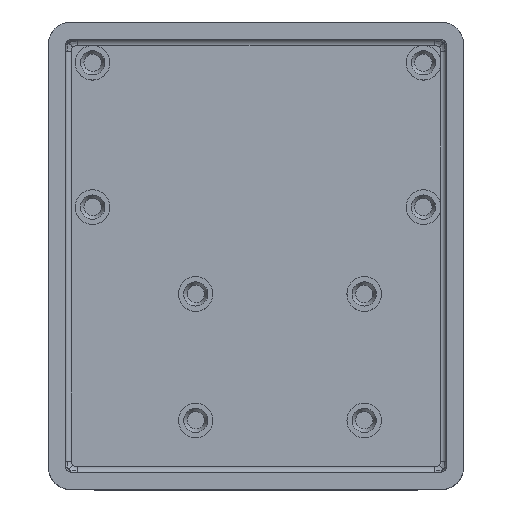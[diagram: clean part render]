
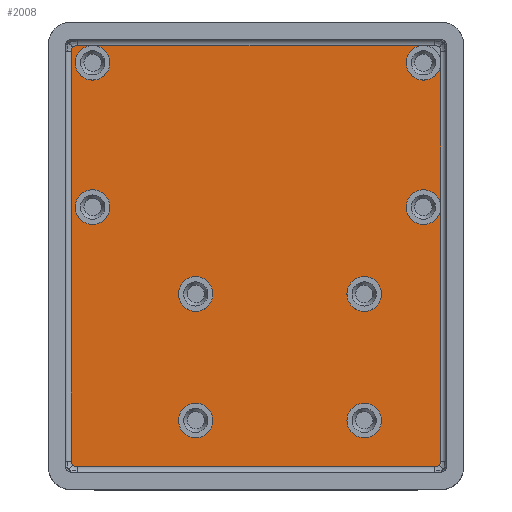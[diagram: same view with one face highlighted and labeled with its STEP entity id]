
A CAD part, top view. The second image highlights one B-rep face of the part: STEP entity #2008.
In plain terms, the highlighted planar face has unit normal (0, 0, 1).
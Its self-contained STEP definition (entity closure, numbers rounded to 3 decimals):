
#23=FACE_BOUND('',#519,.T.);
#24=FACE_BOUND('',#520,.T.);
#25=FACE_BOUND('',#521,.T.);
#26=FACE_BOUND('',#522,.T.);
#27=FACE_BOUND('',#523,.T.);
#50=PLANE('',#2231);
#136=LINE('',#5035,#228);
#137=LINE('',#5036,#229);
#141=LINE('',#5084,#233);
#143=LINE('',#5087,#235);
#145=LINE('',#5091,#237);
#146=LINE('',#5093,#238);
#228=VECTOR('',#2636,10.);
#229=VECTOR('',#2637,10.);
#233=VECTOR('',#2651,10.);
#235=VECTOR('',#2655,10.);
#237=VECTOR('',#2659,10.);
#238=VECTOR('',#2660,10.);
#382=FACE_OUTER_BOUND('',#518,.T.);
#518=EDGE_LOOP('',(#1592,#1593,#1594,#1595,#1596,#1597,#1598,#1599,#1600,
#1601,#1602,#1603,#1604,#1605,#1606,#1607,#1608,#1609));
#519=EDGE_LOOP('',(#1610));
#520=EDGE_LOOP('',(#1611));
#521=EDGE_LOOP('',(#1612));
#522=EDGE_LOOP('',(#1613));
#523=EDGE_LOOP('',(#1614));
#627=CIRCLE('',#2113,1.);
#630=CIRCLE('',#2116,1.);
#641=CIRCLE('',#2127,1.);
#644=CIRCLE('',#2130,1.);
#655=CIRCLE('',#2141,1.);
#703=CIRCLE('',#2214,1.);
#712=CIRCLE('',#2232,3.);
#713=CIRCLE('',#2233,3.);
#714=CIRCLE('',#2234,3.);
#715=CIRCLE('',#2235,3.);
#716=CIRCLE('',#2236,3.);
#717=CIRCLE('',#2237,3.);
#718=CIRCLE('',#2238,3.);
#719=CIRCLE('',#2239,3.);
#720=CIRCLE('',#2240,3.);
#721=CIRCLE('',#2241,3.);
#722=CIRCLE('',#2242,3.);
#845=VERTEX_POINT('',#3884);
#846=VERTEX_POINT('',#3891);
#848=VERTEX_POINT('',#3937);
#861=VERTEX_POINT('',#4214);
#862=VERTEX_POINT('',#4221);
#864=VERTEX_POINT('',#4267);
#877=VERTEX_POINT('',#4544);
#878=VERTEX_POINT('',#4551);
#926=VERTEX_POINT('',#4977);
#932=VERTEX_POINT('',#5032);
#933=VERTEX_POINT('',#5034);
#937=VERTEX_POINT('',#5090);
#938=VERTEX_POINT('',#5092);
#939=VERTEX_POINT('',#5099);
#940=VERTEX_POINT('',#5102);
#941=VERTEX_POINT('',#5105);
#942=VERTEX_POINT('',#5108);
#943=VERTEX_POINT('',#5110);
#944=VERTEX_POINT('',#5112);
#945=VERTEX_POINT('',#5114);
#946=VERTEX_POINT('',#5116);
#1049=EDGE_CURVE('',#845,#846,#627,.T.);
#1053=EDGE_CURVE('',#848,#845,#630,.T.);
#1071=EDGE_CURVE('',#861,#862,#641,.T.);
#1075=EDGE_CURVE('',#864,#861,#644,.T.);
#1093=EDGE_CURVE('',#877,#878,#655,.T.);
#1165=EDGE_CURVE('',#926,#877,#703,.T.);
#1175=EDGE_CURVE('',#932,#933,#136,.T.);
#1176=EDGE_CURVE('',#933,#864,#137,.T.);
#1183=EDGE_CURVE('',#862,#848,#141,.T.);
#1185=EDGE_CURVE('',#846,#926,#143,.T.);
#1187=EDGE_CURVE('',#878,#937,#145,.T.);
#1188=EDGE_CURVE('',#937,#938,#146,.T.);
#1192=EDGE_CURVE('',#937,#939,#712,.T.);
#1193=EDGE_CURVE('',#939,#937,#713,.T.);
#1194=EDGE_CURVE('',#933,#940,#714,.T.);
#1195=EDGE_CURVE('',#940,#933,#715,.T.);
#1196=EDGE_CURVE('',#932,#941,#716,.T.);
#1197=EDGE_CURVE('',#941,#938,#717,.T.);
#1198=EDGE_CURVE('',#942,#942,#718,.T.);
#1199=EDGE_CURVE('',#943,#943,#719,.T.);
#1200=EDGE_CURVE('',#944,#944,#720,.T.);
#1201=EDGE_CURVE('',#945,#945,#721,.T.);
#1202=EDGE_CURVE('',#946,#946,#722,.T.);
#1592=ORIENTED_EDGE('',*,*,#1188,.F.);
#1593=ORIENTED_EDGE('',*,*,#1192,.T.);
#1594=ORIENTED_EDGE('',*,*,#1193,.T.);
#1595=ORIENTED_EDGE('',*,*,#1187,.F.);
#1596=ORIENTED_EDGE('',*,*,#1093,.F.);
#1597=ORIENTED_EDGE('',*,*,#1165,.F.);
#1598=ORIENTED_EDGE('',*,*,#1185,.F.);
#1599=ORIENTED_EDGE('',*,*,#1049,.F.);
#1600=ORIENTED_EDGE('',*,*,#1053,.F.);
#1601=ORIENTED_EDGE('',*,*,#1183,.F.);
#1602=ORIENTED_EDGE('',*,*,#1071,.F.);
#1603=ORIENTED_EDGE('',*,*,#1075,.F.);
#1604=ORIENTED_EDGE('',*,*,#1176,.F.);
#1605=ORIENTED_EDGE('',*,*,#1194,.T.);
#1606=ORIENTED_EDGE('',*,*,#1195,.T.);
#1607=ORIENTED_EDGE('',*,*,#1175,.F.);
#1608=ORIENTED_EDGE('',*,*,#1196,.T.);
#1609=ORIENTED_EDGE('',*,*,#1197,.T.);
#1610=ORIENTED_EDGE('',*,*,#1198,.T.);
#1611=ORIENTED_EDGE('',*,*,#1199,.T.);
#1612=ORIENTED_EDGE('',*,*,#1200,.T.);
#1613=ORIENTED_EDGE('',*,*,#1201,.T.);
#1614=ORIENTED_EDGE('',*,*,#1202,.T.);
#2008=ADVANCED_FACE('',(#382,#23,#24,#25,#26,#27),#50,.F.);
#2113=AXIS2_PLACEMENT_3D('',#3892,#2395,#2396);
#2116=AXIS2_PLACEMENT_3D('',#3939,#2401,#2402);
#2127=AXIS2_PLACEMENT_3D('',#4222,#2423,#2424);
#2130=AXIS2_PLACEMENT_3D('',#4269,#2429,#2430);
#2141=AXIS2_PLACEMENT_3D('',#4552,#2451,#2452);
#2214=AXIS2_PLACEMENT_3D('',#4979,#2615,#2616);
#2231=AXIS2_PLACEMENT_3D('',#5098,#2667,#2668);
#2232=AXIS2_PLACEMENT_3D('',#5100,#2669,#2670);
#2233=AXIS2_PLACEMENT_3D('',#5101,#2671,#2672);
#2234=AXIS2_PLACEMENT_3D('',#5103,#2673,#2674);
#2235=AXIS2_PLACEMENT_3D('',#5104,#2675,#2676);
#2236=AXIS2_PLACEMENT_3D('',#5106,#2677,#2678);
#2237=AXIS2_PLACEMENT_3D('',#5107,#2679,#2680);
#2238=AXIS2_PLACEMENT_3D('',#5109,#2681,#2682);
#2239=AXIS2_PLACEMENT_3D('',#5111,#2683,#2684);
#2240=AXIS2_PLACEMENT_3D('',#5113,#2685,#2686);
#2241=AXIS2_PLACEMENT_3D('',#5115,#2687,#2688);
#2242=AXIS2_PLACEMENT_3D('',#5117,#2689,#2690);
#2395=DIRECTION('center_axis',(0.,0.,-1.));
#2396=DIRECTION('ref_axis',(-0.707,-0.707,0.));
#2401=DIRECTION('center_axis',(0.,0.,-1.));
#2402=DIRECTION('ref_axis',(-0.707,-0.707,0.));
#2423=DIRECTION('center_axis',(0.,0.,-1.));
#2424=DIRECTION('ref_axis',(0.707,-0.707,0.));
#2429=DIRECTION('center_axis',(0.,0.,-1.));
#2430=DIRECTION('ref_axis',(0.707,-0.707,0.));
#2451=DIRECTION('center_axis',(0.,0.,-1.));
#2452=DIRECTION('ref_axis',(-0.707,0.707,0.));
#2615=DIRECTION('center_axis',(0.,0.,-1.));
#2616=DIRECTION('ref_axis',(-0.707,0.707,0.));
#2636=DIRECTION('',(0.,-1.,0.));
#2637=DIRECTION('',(0.,-1.,0.));
#2651=DIRECTION('',(-1.,0.,0.));
#2655=DIRECTION('',(0.,1.,0.));
#2659=DIRECTION('',(1.,0.,0.));
#2660=DIRECTION('',(1.,0.,0.));
#2667=DIRECTION('center_axis',(0.,0.,-1.));
#2668=DIRECTION('ref_axis',(1.,0.,0.));
#2669=DIRECTION('center_axis',(0.,0.,-1.));
#2670=DIRECTION('ref_axis',(1.,0.,0.));
#2671=DIRECTION('center_axis',(0.,0.,-1.));
#2672=DIRECTION('ref_axis',(1.,0.,0.));
#2673=DIRECTION('center_axis',(0.,0.,-1.));
#2674=DIRECTION('ref_axis',(1.,0.,0.));
#2675=DIRECTION('center_axis',(0.,0.,-1.));
#2676=DIRECTION('ref_axis',(1.,0.,0.));
#2677=DIRECTION('center_axis',(0.,0.,-1.));
#2678=DIRECTION('ref_axis',(1.,0.,0.));
#2679=DIRECTION('center_axis',(0.,0.,-1.));
#2680=DIRECTION('ref_axis',(1.,0.,0.));
#2681=DIRECTION('center_axis',(0.,0.,-1.));
#2682=DIRECTION('ref_axis',(-1.,0.,0.));
#2683=DIRECTION('center_axis',(0.,0.,-1.));
#2684=DIRECTION('ref_axis',(-1.,0.,0.));
#2685=DIRECTION('center_axis',(0.,0.,-1.));
#2686=DIRECTION('ref_axis',(1.,0.,0.));
#2687=DIRECTION('center_axis',(0.,0.,-1.));
#2688=DIRECTION('ref_axis',(-1.,0.,0.));
#2689=DIRECTION('center_axis',(0.,0.,-1.));
#2690=DIRECTION('ref_axis',(-1.,0.,0.));
#3884=CARTESIAN_POINT('',(-2.657,-3.707,-43.4));
#3891=CARTESIAN_POINT('',(-2.95,-3.,-43.4));
#3892=CARTESIAN_POINT('Origin',(-1.95,-3.,-43.4));
#3937=CARTESIAN_POINT('',(-1.95,-4.,-43.4));
#3939=CARTESIAN_POINT('Origin',(-1.95,-3.,-43.4));
#4214=CARTESIAN_POINT('',(60.757,-3.707,-43.4));
#4221=CARTESIAN_POINT('',(60.05,-4.,-43.4));
#4222=CARTESIAN_POINT('Origin',(60.05,-3.,-43.4));
#4267=CARTESIAN_POINT('',(61.05,-3.,-43.4));
#4269=CARTESIAN_POINT('Origin',(60.05,-3.,-43.4));
#4544=CARTESIAN_POINT('',(-2.657,68.707,-43.4));
#4551=CARTESIAN_POINT('',(-1.95,69.,-43.4));
#4552=CARTESIAN_POINT('Origin',(-1.95,68.,-43.4));
#4977=CARTESIAN_POINT('',(-2.95,68.,-43.4));
#4979=CARTESIAN_POINT('Origin',(-1.95,68.,-43.4));
#5032=CARTESIAN_POINT('',(61.05,66.,-43.4));
#5034=CARTESIAN_POINT('',(61.05,41.,-43.4));
#5035=CARTESIAN_POINT('',(61.05,13.75,-43.4));
#5036=CARTESIAN_POINT('',(61.05,13.75,-43.4));
#5084=CARTESIAN_POINT('',(12.55,-4.,-43.4));
#5087=CARTESIAN_POINT('',(-2.95,51.25,-43.4));
#5090=CARTESIAN_POINT('',(0.75,69.,-43.4));
#5091=CARTESIAN_POINT('',(45.55,69.,-43.4));
#5092=CARTESIAN_POINT('',(58.05,69.,-43.4));
#5093=CARTESIAN_POINT('',(45.55,69.,-43.4));
#5098=CARTESIAN_POINT('Origin',(29.05,32.5,-43.4));
#5099=CARTESIAN_POINT('',(-2.25,66.,-43.4));
#5100=CARTESIAN_POINT('Origin',(0.75,66.,-43.4));
#5101=CARTESIAN_POINT('Origin',(0.75,66.,-43.4));
#5102=CARTESIAN_POINT('',(55.05,41.,-43.4));
#5103=CARTESIAN_POINT('Origin',(58.05,41.,-43.4));
#5104=CARTESIAN_POINT('Origin',(58.05,41.,-43.4));
#5105=CARTESIAN_POINT('',(55.05,66.,-43.4));
#5106=CARTESIAN_POINT('Origin',(58.05,66.,-43.4));
#5107=CARTESIAN_POINT('Origin',(58.05,66.,-43.4));
#5108=CARTESIAN_POINT('',(21.6,4.05,-43.4));
#5109=CARTESIAN_POINT('Origin',(18.6,4.05,-43.4));
#5110=CARTESIAN_POINT('',(21.6,25.95,-43.4));
#5111=CARTESIAN_POINT('Origin',(18.6,25.95,-43.4));
#5112=CARTESIAN_POINT('',(-2.25,41.,-43.4));
#5113=CARTESIAN_POINT('Origin',(0.75,41.,-43.4));
#5114=CARTESIAN_POINT('',(50.8,4.05,-43.4));
#5115=CARTESIAN_POINT('Origin',(47.8,4.05,-43.4));
#5116=CARTESIAN_POINT('',(50.8,25.95,-43.4));
#5117=CARTESIAN_POINT('Origin',(47.8,25.95,-43.4));
